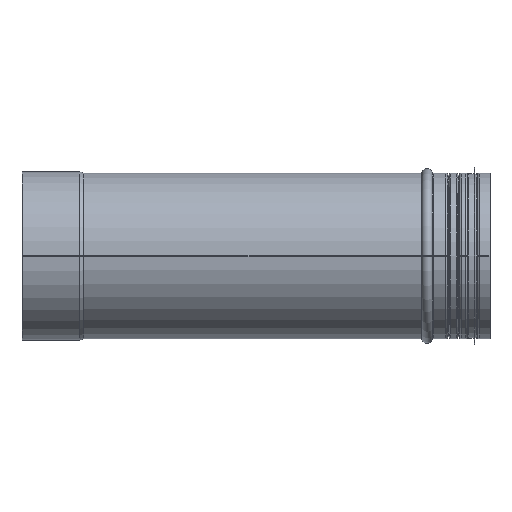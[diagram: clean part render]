
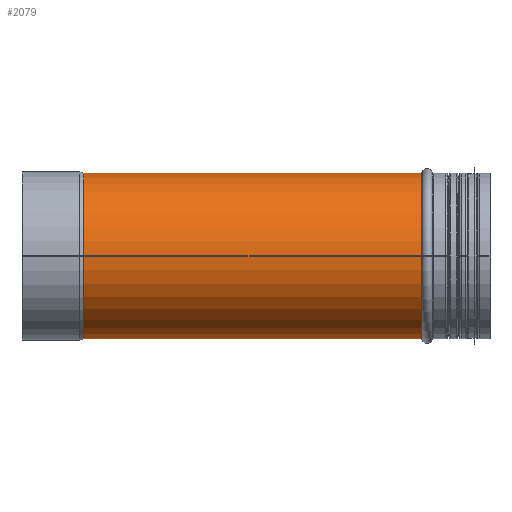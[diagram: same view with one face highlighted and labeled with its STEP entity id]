
A CAD part, left-side view. The second image highlights one B-rep face of the part: STEP entity #2079.
In plain terms, the highlighted cylindrical face has radius 101 mm (diameter 202 mm), a partial arc.
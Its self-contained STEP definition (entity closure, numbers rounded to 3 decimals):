
#170=CIRCLE('',#2308,101.);
#171=CIRCLE('',#2310,101.);
#265=LINE('',#3403,#389);
#282=LINE('',#3454,#406);
#389=VECTOR('',#2564,410.859);
#406=VECTOR('',#2613,410.859);
#546=FACE_BOUND('',#789,.T.);
#643=FACE_OUTER_BOUND('',#788,.T.);
#788=EDGE_LOOP('',(#1603,#1604,#1605,#1606));
#789=EDGE_LOOP('',(#1607));
#873=B_SPLINE_CURVE_WITH_KNOTS('',3,(#3218,#3219,#3220,#3221,#3222,#3223,
#3224,#3225,#3226,#3227,#3228,#3229,#3230,#3231,#3232,#3233,#3234,#3235,
#3236,#3237,#3238,#3239,#3240,#3241,#3242,#3243,#3244,#3245,#3246,#3247,
#3248,#3249,#3250,#3251,#3252,#3253,#3254,#3255,#3256,#3257,#3258,#3259,
#3260,#3261,#3262,#3263,#3264,#3265,#3266,#3267,#3268,#3269,#3270,#3271,
#3272,#3273,#3274,#3275,#3276,#3277,#3278,#3279,#3280,#3281,#3282,#3283),
 .UNSPECIFIED.,.T.,.F.,(4,2,2,2,2,2,2,2,2,2,2,2,2,2,2,2,2,2,2,2,2,2,2,2,
2,2,2,2,2,2,2,2,4),(0.,1.662,3.325,4.987,
6.65,8.26,9.87,11.48,13.09,
14.7,16.309,17.919,19.529,21.192,
22.854,24.517,26.179,27.842,29.504,
31.167,32.829,34.439,36.049,37.659,
39.269,40.879,42.489,44.099,45.709,
47.371,49.033,50.696,52.358),
 .UNSPECIFIED.);
#877=VERTEX_POINT('',#3217);
#916=VERTEX_POINT('',#3396);
#918=VERTEX_POINT('',#3402);
#934=VERTEX_POINT('',#3447);
#936=VERTEX_POINT('',#3453);
#1025=EDGE_CURVE('',#877,#877,#873,.T.);
#1084=EDGE_CURVE('',#918,#916,#265,.T.);
#1109=EDGE_CURVE('',#934,#936,#282,.T.);
#1204=EDGE_CURVE('',#934,#918,#170,.T.);
#1205=EDGE_CURVE('',#936,#916,#171,.T.);
#1603=ORIENTED_EDGE('',*,*,#1084,.T.);
#1604=ORIENTED_EDGE('',*,*,#1205,.F.);
#1605=ORIENTED_EDGE('',*,*,#1109,.F.);
#1606=ORIENTED_EDGE('',*,*,#1204,.T.);
#1607=ORIENTED_EDGE('',*,*,#1025,.T.);
#1836=CYLINDRICAL_SURFACE('',#2309,101.);
#2079=ADVANCED_FACE('',(#643,#546),#1836,.T.);
#2308=AXIS2_PLACEMENT_3D('',#3641,#2857,#2858);
#2309=AXIS2_PLACEMENT_3D('',#3642,#2859,#2860);
#2310=AXIS2_PLACEMENT_3D('',#3643,#2861,#2862);
#2564=DIRECTION('',(0.,-1.,0.));
#2613=DIRECTION('',(0.,-1.,0.));
#2857=DIRECTION('center_axis',(0.,-1.,0.));
#2858=DIRECTION('ref_axis',(-1.,0.,0.));
#2859=DIRECTION('center_axis',(0.,-1.,0.));
#2860=DIRECTION('ref_axis',(-1.,0.,0.));
#2861=DIRECTION('center_axis',(0.,-1.,0.));
#2862=DIRECTION('ref_axis',(-1.,0.,0.));
#3217=CARTESIAN_POINT('',(60.332,320.,81.));
#3218=CARTESIAN_POINT('Ctrl Pts',(60.332,320.,81.));
#3219=CARTESIAN_POINT('Ctrl Pts',(60.332,325.542,81.));
#3220=CARTESIAN_POINT('Ctrl Pts',(61.118,331.033,80.428));
#3221=CARTESIAN_POINT('Ctrl Pts',(63.9,341.668,78.237));
#3222=CARTESIAN_POINT('Ctrl Pts',(65.881,346.815,76.617));
#3223=CARTESIAN_POINT('Ctrl Pts',(70.426,356.587,72.461));
#3224=CARTESIAN_POINT('Ctrl Pts',(72.988,361.219,69.921));
#3225=CARTESIAN_POINT('Ctrl Pts',(78.157,369.802,64.091));
#3226=CARTESIAN_POINT('Ctrl Pts',(80.764,373.753,60.799));
#3227=CARTESIAN_POINT('Ctrl Pts',(85.539,380.687,53.864));
#3228=CARTESIAN_POINT('Ctrl Pts',(87.898,383.952,49.981));
#3229=CARTESIAN_POINT('Ctrl Pts',(92.245,389.807,41.412));
#3230=CARTESIAN_POINT('Ctrl Pts',(94.231,392.397,36.726));
#3231=CARTESIAN_POINT('Ctrl Pts',(97.519,396.627,26.802));
#3232=CARTESIAN_POINT('Ctrl Pts',(98.823,398.271,21.552));
#3233=CARTESIAN_POINT('Ctrl Pts',(100.564,400.458,10.835));
#3234=CARTESIAN_POINT('Ctrl Pts',(101.,401.,5.366));
#3235=CARTESIAN_POINT('Ctrl Pts',(101.,401.,-5.366));
#3236=CARTESIAN_POINT('Ctrl Pts',(100.564,400.458,-10.835));
#3237=CARTESIAN_POINT('Ctrl Pts',(98.823,398.271,-21.552));
#3238=CARTESIAN_POINT('Ctrl Pts',(97.519,396.627,-26.802));
#3239=CARTESIAN_POINT('Ctrl Pts',(94.231,392.397,-36.726));
#3240=CARTESIAN_POINT('Ctrl Pts',(92.245,389.807,-41.412));
#3241=CARTESIAN_POINT('Ctrl Pts',(87.898,383.952,-49.981));
#3242=CARTESIAN_POINT('Ctrl Pts',(85.539,380.687,-53.864));
#3243=CARTESIAN_POINT('Ctrl Pts',(80.764,373.753,-60.799));
#3244=CARTESIAN_POINT('Ctrl Pts',(78.157,369.802,-64.091));
#3245=CARTESIAN_POINT('Ctrl Pts',(72.988,361.219,-69.921));
#3246=CARTESIAN_POINT('Ctrl Pts',(70.426,356.587,-72.461));
#3247=CARTESIAN_POINT('Ctrl Pts',(65.881,346.815,-76.617));
#3248=CARTESIAN_POINT('Ctrl Pts',(63.9,341.668,-78.237));
#3249=CARTESIAN_POINT('Ctrl Pts',(61.118,331.033,-80.428));
#3250=CARTESIAN_POINT('Ctrl Pts',(60.332,325.542,-81.));
#3251=CARTESIAN_POINT('Ctrl Pts',(60.332,314.458,-81.));
#3252=CARTESIAN_POINT('Ctrl Pts',(61.118,308.967,-80.428));
#3253=CARTESIAN_POINT('Ctrl Pts',(63.9,298.332,-78.237));
#3254=CARTESIAN_POINT('Ctrl Pts',(65.881,293.185,-76.617));
#3255=CARTESIAN_POINT('Ctrl Pts',(70.426,283.413,-72.461));
#3256=CARTESIAN_POINT('Ctrl Pts',(72.988,278.781,-69.921));
#3257=CARTESIAN_POINT('Ctrl Pts',(78.157,270.198,-64.091));
#3258=CARTESIAN_POINT('Ctrl Pts',(80.764,266.247,-60.799));
#3259=CARTESIAN_POINT('Ctrl Pts',(85.539,259.313,-53.864));
#3260=CARTESIAN_POINT('Ctrl Pts',(87.898,256.048,-49.981));
#3261=CARTESIAN_POINT('Ctrl Pts',(92.245,250.193,-41.412));
#3262=CARTESIAN_POINT('Ctrl Pts',(94.231,247.603,-36.726));
#3263=CARTESIAN_POINT('Ctrl Pts',(97.519,243.373,-26.802));
#3264=CARTESIAN_POINT('Ctrl Pts',(98.823,241.729,-21.552));
#3265=CARTESIAN_POINT('Ctrl Pts',(100.564,239.542,-10.835));
#3266=CARTESIAN_POINT('Ctrl Pts',(101.,239.,-5.366));
#3267=CARTESIAN_POINT('Ctrl Pts',(101.,239.,5.366));
#3268=CARTESIAN_POINT('Ctrl Pts',(100.564,239.542,10.835));
#3269=CARTESIAN_POINT('Ctrl Pts',(98.823,241.729,21.552));
#3270=CARTESIAN_POINT('Ctrl Pts',(97.519,243.373,26.802));
#3271=CARTESIAN_POINT('Ctrl Pts',(94.231,247.603,36.726));
#3272=CARTESIAN_POINT('Ctrl Pts',(92.245,250.193,41.412));
#3273=CARTESIAN_POINT('Ctrl Pts',(87.898,256.048,49.981));
#3274=CARTESIAN_POINT('Ctrl Pts',(85.539,259.313,53.864));
#3275=CARTESIAN_POINT('Ctrl Pts',(80.764,266.247,60.799));
#3276=CARTESIAN_POINT('Ctrl Pts',(78.157,270.198,64.091));
#3277=CARTESIAN_POINT('Ctrl Pts',(72.988,278.781,69.921));
#3278=CARTESIAN_POINT('Ctrl Pts',(70.426,283.413,72.461));
#3279=CARTESIAN_POINT('Ctrl Pts',(65.881,293.185,76.617));
#3280=CARTESIAN_POINT('Ctrl Pts',(63.9,298.332,78.237));
#3281=CARTESIAN_POINT('Ctrl Pts',(61.118,308.967,80.428));
#3282=CARTESIAN_POINT('Ctrl Pts',(60.332,314.458,81.));
#3283=CARTESIAN_POINT('Ctrl Pts',(60.332,320.,81.));
#3396=CARTESIAN_POINT('',(-101.,83.828,0.176));
#3402=CARTESIAN_POINT('',(-101.,494.688,0.176));
#3403=CARTESIAN_POINT('',(-101.,494.688,0.176));
#3447=CARTESIAN_POINT('',(-101.,494.688,0.));
#3453=CARTESIAN_POINT('',(-101.,83.828,0.));
#3454=CARTESIAN_POINT('',(-101.,494.688,0.));
#3641=CARTESIAN_POINT('Origin',(0.,494.688,0.));
#3642=CARTESIAN_POINT('Origin',(0.,279.233,0.));
#3643=CARTESIAN_POINT('Origin',(0.,83.828,0.));
